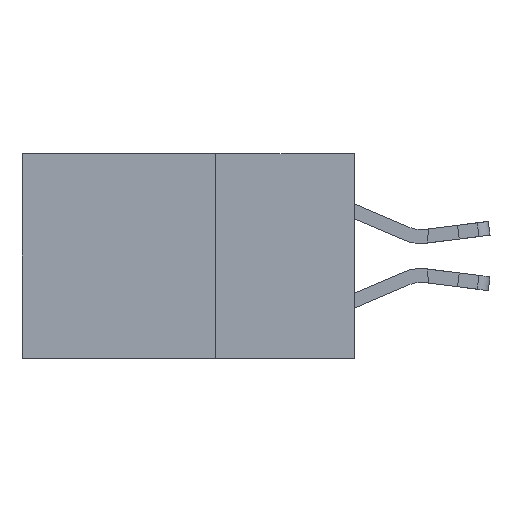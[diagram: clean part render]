
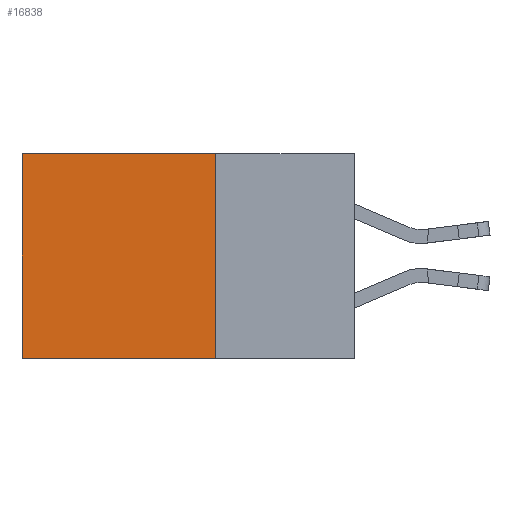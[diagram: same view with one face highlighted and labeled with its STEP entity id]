
A CAD part, left-side view. The second image highlights one B-rep face of the part: STEP entity #16838.
In plain terms, the highlighted planar face has unit normal (-1, 0, 0).
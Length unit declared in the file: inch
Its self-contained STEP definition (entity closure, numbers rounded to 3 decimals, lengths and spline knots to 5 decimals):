
#171 = ORIENTED_EDGE ( 'NONE', *, *, #14700, .F. ) ;
#276 = LINE ( 'NONE', #633, #7553 ) ;
#440 = ORIENTED_EDGE ( 'NONE', *, *, #1075, .T. ) ;
#633 = CARTESIAN_POINT ( 'NONE',  ( 0.298, 0.25, -0.37 ) ) ;
#782 = VECTOR ( 'NONE', #1584, 39.37008 ) ;
#1075 = EDGE_CURVE ( 'NONE', #8480, #6756, #6792, .T. ) ;
#1584 = DIRECTION ( 'NONE',  ( 0., 0., -1. ) ) ;
#2530 = PLANE ( 'NONE',  #13078 ) ;
#3217 = FACE_OUTER_BOUND ( 'NONE', #14415, .T. ) ;
#3938 = CARTESIAN_POINT ( 'NONE',  ( 0.298, 0.25, 0. ) ) ;
#4180 = CARTESIAN_POINT ( 'NONE',  ( 0.298, 0.6, 0. ) ) ;
#4425 = CARTESIAN_POINT ( 'NONE',  ( 0.298, 0.6, 0. ) ) ;
#5130 = CARTESIAN_POINT ( 'NONE',  ( 0.298, 0.6, -0.37 ) ) ;
#5274 = DIRECTION ( 'NONE',  ( 1., 0., 0. ) ) ;
#6213 = EDGE_CURVE ( 'NONE', #6756, #10377, #14331, .T. ) ;
#6476 = VERTEX_POINT ( 'NONE', #15520 ) ;
#6756 = VERTEX_POINT ( 'NONE', #4180 ) ;
#6792 = LINE ( 'NONE', #13085, #13142 ) ;
#7150 = LINE ( 'NONE', #11993, #13881 ) ;
#7422 = ORIENTED_EDGE ( 'NONE', *, *, #13731, .F. ) ;
#7553 = VECTOR ( 'NONE', #8813, 39.37008 ) ;
#7944 = DIRECTION ( 'NONE',  ( 0., 0., -1. ) ) ;
#8480 = VERTEX_POINT ( 'NONE', #15516 ) ;
#8813 = DIRECTION ( 'NONE',  ( 0., 1., 0. ) ) ;
#10377 = VERTEX_POINT ( 'NONE', #5130 ) ;
#11993 = CARTESIAN_POINT ( 'NONE',  ( 0.298, 0.25, 0. ) ) ;
#13078 = AXIS2_PLACEMENT_3D ( 'NONE', #3938, #5274, #14587 ) ;
#13085 = CARTESIAN_POINT ( 'NONE',  ( 0.298, 0.25, 0. ) ) ;
#13142 = VECTOR ( 'NONE', #17101, 39.37008 ) ;
#13731 = EDGE_CURVE ( 'NONE', #8480, #6476, #7150, .T. ) ;
#13881 = VECTOR ( 'NONE', #7944, 39.37008 ) ;
#14331 = LINE ( 'NONE', #4425, #782 ) ;
#14415 = EDGE_LOOP ( 'NONE', ( #17295, #171, #7422, #440 ) ) ;
#14587 = DIRECTION ( 'NONE',  ( 0., 0., -1. ) ) ;
#14700 = EDGE_CURVE ( 'NONE', #6476, #10377, #276, .T. ) ;
#15516 = CARTESIAN_POINT ( 'NONE',  ( 0.298, 0.25, 0. ) ) ;
#15520 = CARTESIAN_POINT ( 'NONE',  ( 0.298, 0.25, -0.37 ) ) ;
#16838 = ADVANCED_FACE ( 'NONE', ( #3217 ), #2530, .F. ) ;
#17101 = DIRECTION ( 'NONE',  ( 0., 1., 0. ) ) ;
#17295 = ORIENTED_EDGE ( 'NONE', *, *, #6213, .T. ) ;
